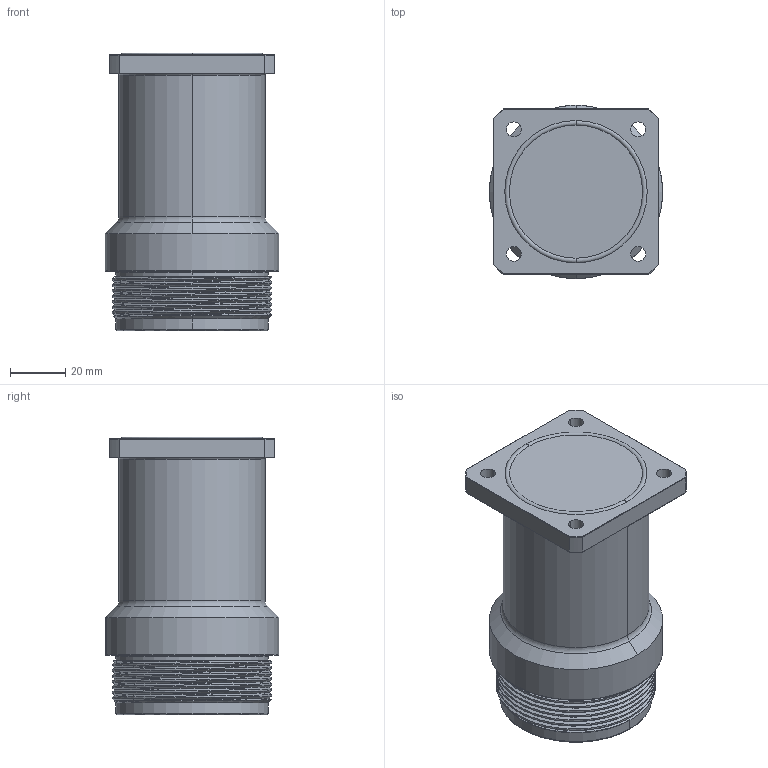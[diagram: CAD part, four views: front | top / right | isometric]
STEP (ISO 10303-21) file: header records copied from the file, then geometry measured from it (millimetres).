
FILE_DESCRIPTION((''),'2;1');
FILE_NAME('SL-7EPWN8AWA00_1615687','2013-10-23T',('vbengel'),(''),'PRO/ENGINEER BY PARAMETRIC TECHNOLOGY CORPORATION, 2012480','PRO/ENGINEER BY PARAMETRIC TECHNOLOGY CORPORATION, 2012480','');
FILE_SCHEMA(('AUTOMOTIVE_DESIGN { 1 0 10303 214 1 1 1 1 }'));
Length unit declared in the file: millimetre
Products named in the file (1): SL-7EPWN8AWA00_1615687
Bounding box: 63 x 63 x 100.65 mm (x, y, z)
Volume: 208050.5 mm3; surface area: 33614.8 mm2
Topology: 1 solids, 1 shells, 414 faces, 1048 edges, 672 vertices
Faces by surface type: plane 244, cylinder 93, cone 52, torus 16, bspline 9
Entity records: 17138 total; most frequent: CARTESIAN_POINT 6935, ORIENTED_EDGE 2096, DIRECTION 2053, EDGE_CURVE 1048, VECTOR 709, LINE 709, AXIS2_PLACEMENT_3D 672, VERTEX_POINT 672
